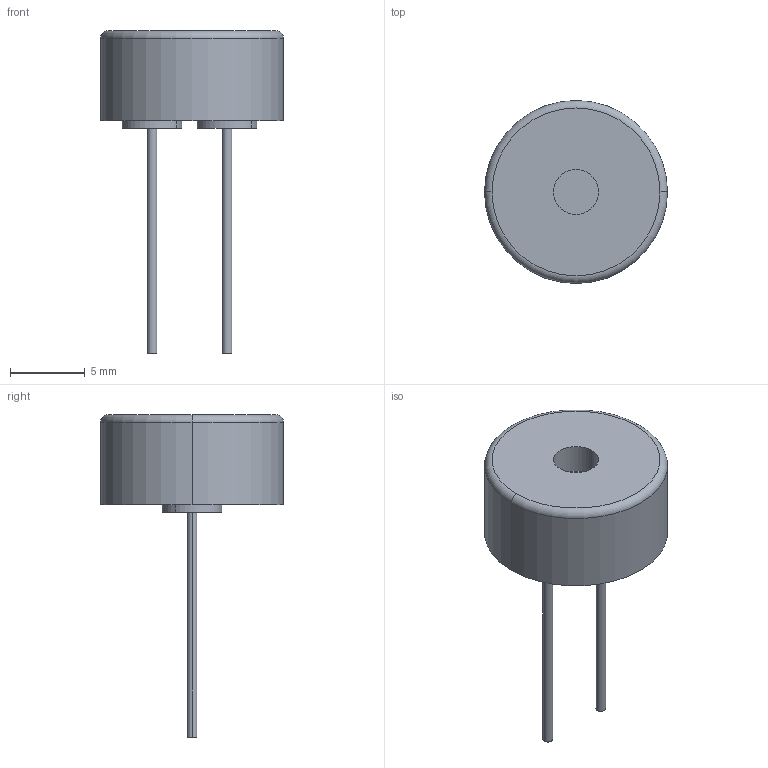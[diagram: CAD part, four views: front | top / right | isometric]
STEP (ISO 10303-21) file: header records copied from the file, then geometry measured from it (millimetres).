
FILE_DESCRIPTION (( 'STEP AP214' ), '1' );
FILE_NAME ('User Library-PS1240P02BT-1.STEP', '2020-07-18T05:42:03', ( '' ), ( '' ), 'SwSTEP 2.0', 'SolidWorks 2020', '' );
FILE_SCHEMA (( 'AUTOMOTIVE_DESIGN' ));
Length unit declared in the file: millimetre
Products named in the file (4): body; User Library-PS1240P02BT-1; leg; legbase
Assembly tree (5 placements, depth 2):
  User Library-PS1240P02BT-1
    body
    leg  x2
    legbase  x2
Bounding box: 12.2 x 12.2 x 21.5 mm (x, y, z)
Volume: 707.8 mm3; surface area: 599.7 mm2
Topology: 5 solids, 5 shells, 25 faces, 40 edges, 26 vertices
Faces by surface type: cylinder 12, plane 11, torus 2
Entity records: 631 total; most frequent: DIRECTION 98, CARTESIAN_POINT 71, ORIENTED_EDGE 56, AXIS2_PLACEMENT_3D 45, EDGE_CURVE 28, CIRCLE 20, VERTEX_POINT 18, EDGE_LOOP 18
